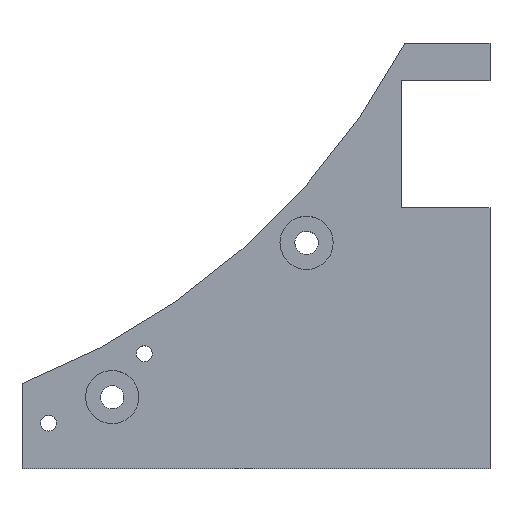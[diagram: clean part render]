
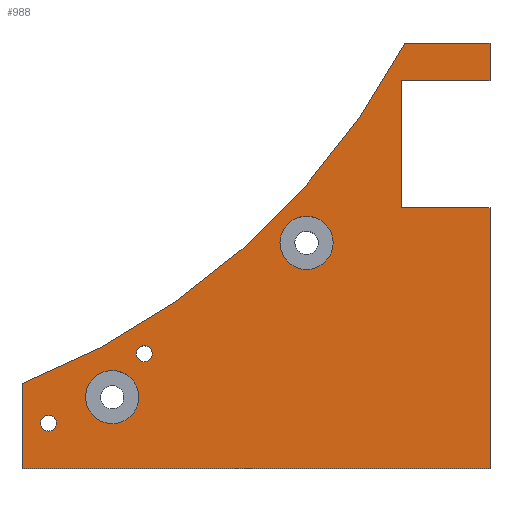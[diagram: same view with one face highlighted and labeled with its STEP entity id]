
A CAD part, top view. The second image highlights one B-rep face of the part: STEP entity #988.
In plain terms, the highlighted planar face has unit normal (0, 0, 1).
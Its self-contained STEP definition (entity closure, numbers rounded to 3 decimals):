
#25=FACE_BOUND('',#95,.T.);
#26=FACE_BOUND('',#96,.T.);
#27=FACE_BOUND('',#97,.T.);
#28=FACE_BOUND('',#98,.T.);
#41=FACE_OUTER_BOUND('',#94,.T.);
#94=EDGE_LOOP('',(#685,#686,#687,#688,#689,#690,#691,#692,#693));
#95=EDGE_LOOP('',(#694));
#96=EDGE_LOOP('',(#695,#696));
#97=EDGE_LOOP('',(#697,#698));
#98=EDGE_LOOP('',(#699));
#163=LINE('',#1450,#284);
#164=LINE('',#1452,#285);
#165=LINE('',#1454,#286);
#166=LINE('',#1456,#287);
#167=LINE('',#1458,#288);
#168=LINE('',#1460,#289);
#169=LINE('',#1462,#290);
#170=LINE('',#1465,#291);
#171=LINE('',#1468,#292);
#172=LINE('',#1472,#293);
#284=VECTOR('',#1174,10.);
#285=VECTOR('',#1175,10.);
#286=VECTOR('',#1176,10.);
#287=VECTOR('',#1177,10.);
#288=VECTOR('',#1178,10.);
#289=VECTOR('',#1179,10.);
#290=VECTOR('',#1180,10.);
#291=VECTOR('',#1183,10.);
#292=VECTOR('',#1184,10.);
#293=VECTOR('',#1187,10.);
#389=CIRCLE('',#1051,2.5);
#392=CIRCLE('',#1061,69.224);
#393=CIRCLE('',#1062,2.5);
#394=CIRCLE('',#1063,0.75);
#395=CIRCLE('',#1064,0.75);
#413=VERTEX_POINT('',#1403);
#429=VERTEX_POINT('',#1448);
#430=VERTEX_POINT('',#1449);
#431=VERTEX_POINT('',#1451);
#432=VERTEX_POINT('',#1453);
#433=VERTEX_POINT('',#1455);
#434=VERTEX_POINT('',#1457);
#435=VERTEX_POINT('',#1459);
#436=VERTEX_POINT('',#1461);
#437=VERTEX_POINT('',#1463);
#438=VERTEX_POINT('',#1466);
#439=VERTEX_POINT('',#1467);
#440=VERTEX_POINT('',#1470);
#441=VERTEX_POINT('',#1471);
#442=VERTEX_POINT('',#1474);
#509=EDGE_CURVE('',#413,#413,#389,.T.);
#531=EDGE_CURVE('',#429,#430,#163,.T.);
#532=EDGE_CURVE('',#430,#431,#164,.T.);
#533=EDGE_CURVE('',#432,#431,#165,.T.);
#534=EDGE_CURVE('',#432,#433,#166,.T.);
#535=EDGE_CURVE('',#433,#434,#167,.T.);
#536=EDGE_CURVE('',#434,#435,#168,.T.);
#537=EDGE_CURVE('',#435,#436,#169,.T.);
#538=EDGE_CURVE('',#436,#437,#392,.T.);
#539=EDGE_CURVE('',#437,#429,#170,.T.);
#540=EDGE_CURVE('',#438,#439,#171,.T.);
#541=EDGE_CURVE('',#439,#438,#393,.T.);
#542=EDGE_CURVE('',#440,#441,#172,.T.);
#543=EDGE_CURVE('',#441,#440,#394,.T.);
#544=EDGE_CURVE('',#442,#442,#395,.T.);
#685=ORIENTED_EDGE('',*,*,#531,.T.);
#686=ORIENTED_EDGE('',*,*,#532,.T.);
#687=ORIENTED_EDGE('',*,*,#533,.F.);
#688=ORIENTED_EDGE('',*,*,#534,.T.);
#689=ORIENTED_EDGE('',*,*,#535,.T.);
#690=ORIENTED_EDGE('',*,*,#536,.T.);
#691=ORIENTED_EDGE('',*,*,#537,.T.);
#692=ORIENTED_EDGE('',*,*,#538,.T.);
#693=ORIENTED_EDGE('',*,*,#539,.T.);
#694=ORIENTED_EDGE('',*,*,#509,.T.);
#695=ORIENTED_EDGE('',*,*,#540,.T.);
#696=ORIENTED_EDGE('',*,*,#541,.T.);
#697=ORIENTED_EDGE('',*,*,#542,.T.);
#698=ORIENTED_EDGE('',*,*,#543,.T.);
#699=ORIENTED_EDGE('',*,*,#544,.T.);
#944=PLANE('',#1060);
#988=ADVANCED_FACE('',(#41,#25,#26,#27,#28),#944,.T.);
#1051=AXIS2_PLACEMENT_3D('',#1404,#1135,#1136);
#1060=AXIS2_PLACEMENT_3D('',#1447,#1172,#1173);
#1061=AXIS2_PLACEMENT_3D('',#1464,#1181,#1182);
#1062=AXIS2_PLACEMENT_3D('',#1469,#1185,#1186);
#1063=AXIS2_PLACEMENT_3D('',#1473,#1188,#1189);
#1064=AXIS2_PLACEMENT_3D('',#1475,#1190,#1191);
#1135=DIRECTION('center_axis',(0.,0.,-1.));
#1136=DIRECTION('ref_axis',(-1.,0.,0.));
#1172=DIRECTION('center_axis',(0.,0.,1.));
#1173=DIRECTION('ref_axis',(-1.,0.,0.));
#1174=DIRECTION('',(1.,0.,0.));
#1175=DIRECTION('',(0.,1.,0.));
#1176=DIRECTION('',(1.,0.,0.));
#1177=DIRECTION('',(0.,1.,0.));
#1178=DIRECTION('',(1.,0.,0.));
#1179=DIRECTION('',(0.,1.,0.));
#1180=DIRECTION('',(-1.,0.,0.));
#1181=DIRECTION('center_axis',(0.,0.,-1.));
#1182=DIRECTION('ref_axis',(0.363,-0.932,0.));
#1183=DIRECTION('',(0.,-1.,0.));
#1184=DIRECTION('',(0.,1.,0.));
#1185=DIRECTION('center_axis',(0.,0.,-1.));
#1186=DIRECTION('ref_axis',(-1.,0.,0.));
#1187=DIRECTION('',(1.,0.,0.));
#1188=DIRECTION('center_axis',(0.,0.,-1.));
#1189=DIRECTION('ref_axis',(-1.,0.,0.));
#1190=DIRECTION('center_axis',(0.,0.,-1.));
#1191=DIRECTION('ref_axis',(-1.,0.,0.));
#1403=CARTESIAN_POINT('',(54.25,-33.775,59.75));
#1404=CARTESIAN_POINT('Origin',(51.75,-33.775,59.75));
#1447=CARTESIAN_POINT('Origin',(47.,-35.,59.75));
#1448=CARTESIAN_POINT('',(25.,-55.,59.75));
#1449=CARTESIAN_POINT('',(69.,-55.,59.75));
#1450=CARTESIAN_POINT('',(65.,-55.,59.75));
#1451=CARTESIAN_POINT('',(69.,-30.5,59.75));
#1452=CARTESIAN_POINT('',(69.,-55.,59.75));
#1453=CARTESIAN_POINT('',(60.647,-30.5,59.75));
#1454=CARTESIAN_POINT('',(58.,-30.5,59.75));
#1455=CARTESIAN_POINT('',(60.647,-18.495,59.75));
#1456=CARTESIAN_POINT('',(60.647,-33.,59.75));
#1457=CARTESIAN_POINT('',(69.,-18.495,59.75));
#1458=CARTESIAN_POINT('',(53.823,-18.495,59.75));
#1459=CARTESIAN_POINT('',(69.,-15.,59.75));
#1460=CARTESIAN_POINT('',(69.,-55.,59.75));
#1461=CARTESIAN_POINT('',(61.,-15.,59.75));
#1462=CARTESIAN_POINT('',(69.,-15.,59.75));
#1463=CARTESIAN_POINT('',(25.,-47.,59.75));
#1464=CARTESIAN_POINT('Origin',(-0.117,17.507,59.75));
#1465=CARTESIAN_POINT('',(25.,-55.,59.75));
#1466=CARTESIAN_POINT('',(31.,-48.628,59.75));
#1467=CARTESIAN_POINT('',(31.,-47.922,59.75));
#1468=CARTESIAN_POINT('',(31.,-41.814,59.75));
#1469=CARTESIAN_POINT('Origin',(33.475,-48.275,59.75));
#1470=CARTESIAN_POINT('',(27.309,-50.,59.75));
#1471=CARTESIAN_POINT('',(27.682,-50.,59.75));
#1472=CARTESIAN_POINT('',(37.155,-50.,59.75));
#1473=CARTESIAN_POINT('Origin',(27.496,-50.726,59.75));
#1474=CARTESIAN_POINT('',(37.25,-44.2,59.75));
#1475=CARTESIAN_POINT('Origin',(36.5,-44.2,59.75));
